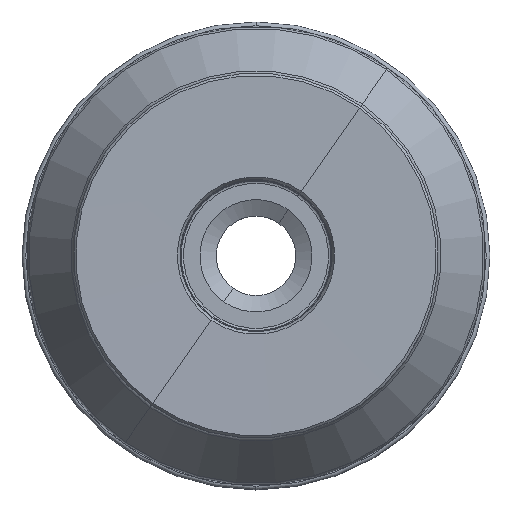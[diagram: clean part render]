
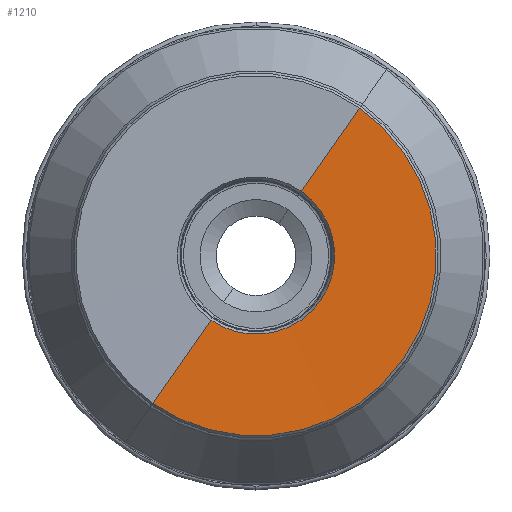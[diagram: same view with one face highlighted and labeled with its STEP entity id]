
A CAD part, top view. The second image highlights one B-rep face of the part: STEP entity #1210.
In plain terms, the highlighted conical face has half-angle 89.9 degrees and reference radius 27.653 mm.
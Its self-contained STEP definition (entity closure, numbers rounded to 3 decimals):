
#72=DIRECTION('',(-0.574,-0.819,-0.002));
#73=VECTOR('',#72,21.695);
#74=CARTESIAN_POINT('',(22.083,31.537,0.));
#75=LINE('',#74,#73);
#79=DIRECTION('',(0.574,0.819,-0.002));
#80=VECTOR('',#79,21.695);
#81=CARTESIAN_POINT('',(-22.083,-31.537,0.));
#82=LINE('',#81,#80);
#94=CARTESIAN_POINT('',(0.,0.,0.));
#95=DIRECTION('',(0.,0.,-1.));
#96=DIRECTION('',(0.574,0.819,0.));
#97=AXIS2_PLACEMENT_3D('',#94,#95,#96);
#102=CARTESIAN_POINT('',(0.,0.,-0.038));
#103=DIRECTION('',(0.,0.,-1.));
#104=DIRECTION('',(0.574,0.819,0.));
#105=AXIS2_PLACEMENT_3D('',#102,#103,#104);
#997=CARTESIAN_POINT('',(22.083,31.537,0.));
#999=VERTEX_POINT('',#997);
#1000=CARTESIAN_POINT('',(9.639,13.766,
-0.038));
#1001=VERTEX_POINT('',#1000);
#1049=CARTESIAN_POINT('',(-22.083,-31.537,0.));
#1051=VERTEX_POINT('',#1049);
#1052=CARTESIAN_POINT('',(-9.639,-13.766,
-0.038));
#1053=VERTEX_POINT('',#1052);
#1198=CARTESIAN_POINT('',(0.,0.,-0.019));
#1199=DIRECTION('',(0.,0.,1.));
#1200=DIRECTION('',(0.574,0.819,0.));
#1201=AXIS2_PLACEMENT_3D('',#1198,#1199,#1200);
#1202=CONICAL_SURFACE('',#1201,27.653,89.9);
#1203=ORIENTED_EDGE('',*,*,#1181,.F.);
#1204=ORIENTED_EDGE('',*,*,#1143,.T.);
#1205=ORIENTED_EDGE('',*,*,#1185,.T.);
#1207=ORIENTED_EDGE('',*,*,#1206,.F.);
#1208=EDGE_LOOP('',(#1203,#1204,#1205,#1207));
#1209=FACE_OUTER_BOUND('',#1208,.F.);
#98=CIRCLE('',#97,38.5);
#106=CIRCLE('',#105,16.805);
#1143=EDGE_CURVE('',#999,#1051,#98,.T.);
#1181=EDGE_CURVE('',#999,#1001,#75,.T.);
#1185=EDGE_CURVE('',#1051,#1053,#82,.T.);
#1206=EDGE_CURVE('',#1001,#1053,#106,.T.);
#1210=ADVANCED_FACE('',(#1209),#1202,.F.);
